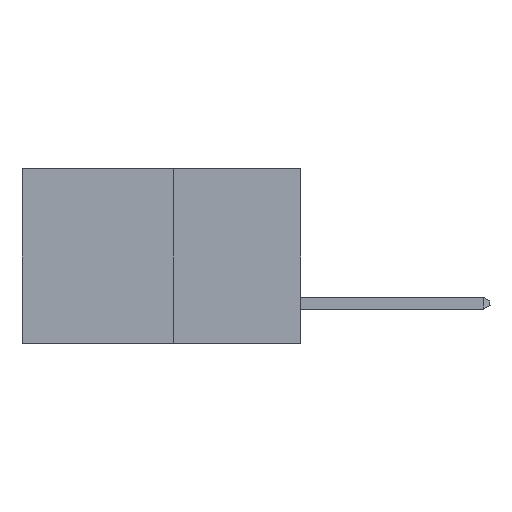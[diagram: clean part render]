
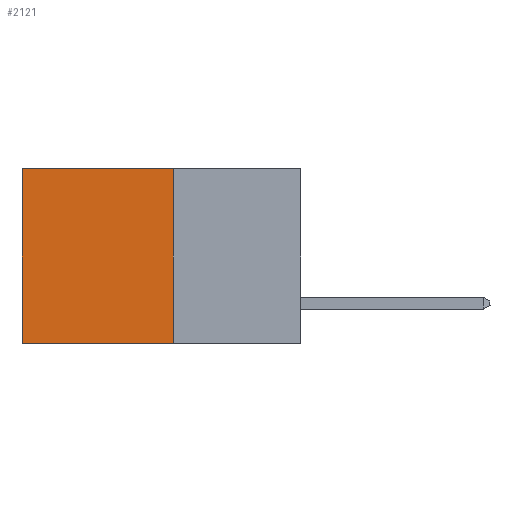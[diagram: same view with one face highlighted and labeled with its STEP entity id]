
A CAD part, left-side view. The second image highlights one B-rep face of the part: STEP entity #2121.
In plain terms, the highlighted planar face has unit normal (-1, 0, 0).
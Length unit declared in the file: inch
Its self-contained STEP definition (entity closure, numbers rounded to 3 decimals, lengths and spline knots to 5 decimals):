
#34 = ORIENTED_EDGE ( 'NONE', *, *, #17197, .F. ) ;
#2121 = ADVANCED_FACE ( 'NONE', ( #17994 ), #13013, .F. ) ;
#3197 = CARTESIAN_POINT ( 'NONE',  ( 0.277, 0.27, -0.37 ) ) ;
#4483 = CARTESIAN_POINT ( 'NONE',  ( 0.277, 0.27, 0. ) ) ;
#5194 = LINE ( 'NONE', #18551, #17873 ) ;
#5558 = VECTOR ( 'NONE', #10209, 39.37008 ) ;
#6294 = CARTESIAN_POINT ( 'NONE',  ( 0.277, 0.27, 0. ) ) ;
#6496 = DIRECTION ( 'NONE',  ( 0., 0., -1. ) ) ;
#6867 = VECTOR ( 'NONE', #21826, 39.37008 ) ;
#7841 = AXIS2_PLACEMENT_3D ( 'NONE', #10118, #10032, #17272 ) ;
#10032 = DIRECTION ( 'NONE',  ( 1., 0., 0. ) ) ;
#10118 = CARTESIAN_POINT ( 'NONE',  ( 0.277, 0.27, -0.37 ) ) ;
#10209 = DIRECTION ( 'NONE',  ( 0., 1., 0. ) ) ;
#10639 = LINE ( 'NONE', #20915, #15183 ) ;
#10702 = DIRECTION ( 'NONE',  ( 0., 0., -1. ) ) ;
#11965 = EDGE_CURVE ( 'NONE', #16090, #21901, #5194, .T. ) ;
#12327 = VERTEX_POINT ( 'NONE', #21123 ) ;
#13013 = PLANE ( 'NONE',  #7841 ) ;
#14393 = CARTESIAN_POINT ( 'NONE',  ( 0.277, 0.59, 0. ) ) ;
#15183 = VECTOR ( 'NONE', #10702, 39.37008 ) ;
#16064 = ORIENTED_EDGE ( 'NONE', *, *, #21645, .F. ) ;
#16090 = VERTEX_POINT ( 'NONE', #14393 ) ;
#16458 = CARTESIAN_POINT ( 'NONE',  ( 0.277, 0.59, -0.37 ) ) ;
#17197 = EDGE_CURVE ( 'NONE', #12327, #21901, #19276, .T. ) ;
#17272 = DIRECTION ( 'NONE',  ( 0., 0., -1. ) ) ;
#17378 = ORIENTED_EDGE ( 'NONE', *, *, #11965, .T. ) ;
#17669 = ORIENTED_EDGE ( 'NONE', *, *, #17787, .T. ) ;
#17787 = EDGE_CURVE ( 'NONE', #20739, #16090, #20558, .T. ) ;
#17873 = VECTOR ( 'NONE', #6496, 39.37008 ) ;
#17994 = FACE_OUTER_BOUND ( 'NONE', #18194, .T. ) ;
#18194 = EDGE_LOOP ( 'NONE', ( #17378, #34, #16064, #17669 ) ) ;
#18551 = CARTESIAN_POINT ( 'NONE',  ( 0.277, 0.59, -0.37 ) ) ;
#19276 = LINE ( 'NONE', #3197, #5558 ) ;
#20558 = LINE ( 'NONE', #6294, #6867 ) ;
#20739 = VERTEX_POINT ( 'NONE', #4483 ) ;
#20915 = CARTESIAN_POINT ( 'NONE',  ( 0.277, 0.27, -0.37 ) ) ;
#21123 = CARTESIAN_POINT ( 'NONE',  ( 0.277, 0.27, -0.37 ) ) ;
#21645 = EDGE_CURVE ( 'NONE', #20739, #12327, #10639, .T. ) ;
#21826 = DIRECTION ( 'NONE',  ( 0., 1., 0. ) ) ;
#21901 = VERTEX_POINT ( 'NONE', #16458 ) ;
